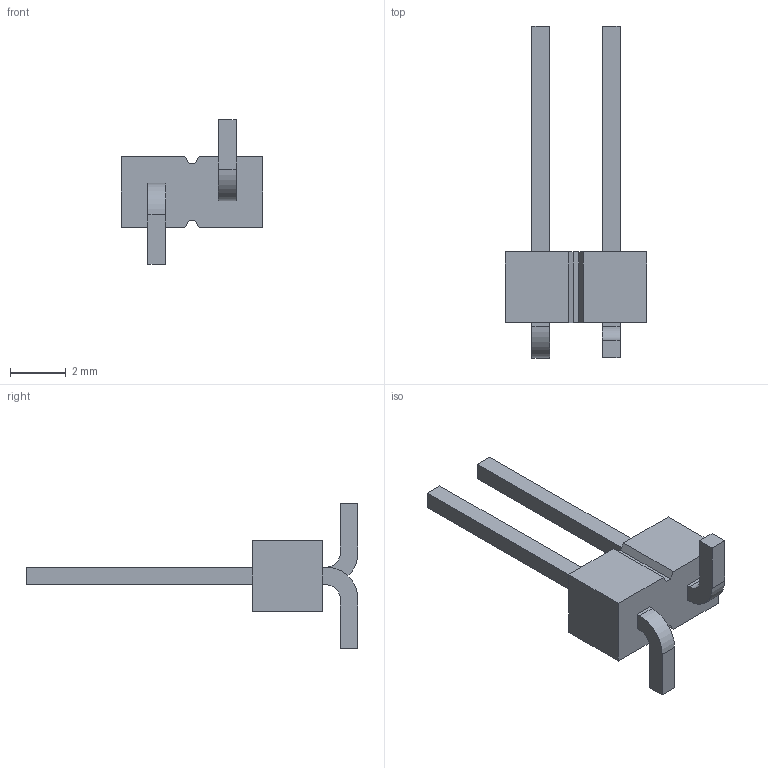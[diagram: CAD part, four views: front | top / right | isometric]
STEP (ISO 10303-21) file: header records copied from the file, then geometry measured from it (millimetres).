
FILE_DESCRIPTION(/* description */ ('STEP AP214'),/* implementation_level */ '2;1');
FILE_NAME(/* name */ 'TSM-102-02-S-SV',/* time_stamp */ '2022-11-24T11:47:01+01:00',/* author */ ('License CC BY-ND 4.0'),/* organization */ ('CADENAS'),/* preprocessor_version */ 'ST-DEVELOPER v18.102',/* originating_system */ 'PARTsolutions',/* authorisation */ ' ');
FILE_SCHEMA (('AUTOMOTIVE_DESIGN {1 0 10303 214 3 1 1}'));
Length unit declared in the file: inch
Products named in the file (3): TSM-102-02-S-SV; T-1S6-08(-02-2-SV); TSM-102-02-SV_body
Assembly tree (2 placements, depth 2):
  TSM-102-02-S-SV
    T-1S6-08(-02-2-SV)
    TSM-102-02-SV_body
Bounding box: 5.08 x 11.94 x 5.21 mm (x, y, z)
Volume: 41.6 mm3; surface area: 152.4 mm2
Topology: 2 solids, 2 shells, 52 faces, 144 edges, 96 vertices
Faces by surface type: plane 48, cylinder 4
Entity records: 1722 total; most frequent: CARTESIAN_POINT 295, ORIENTED_EDGE 288, DIRECTION 262, EDGE_CURVE 144, LINE 136, VECTOR 136, VERTEX_POINT 96, AXIS2_PLACEMENT_3D 63
